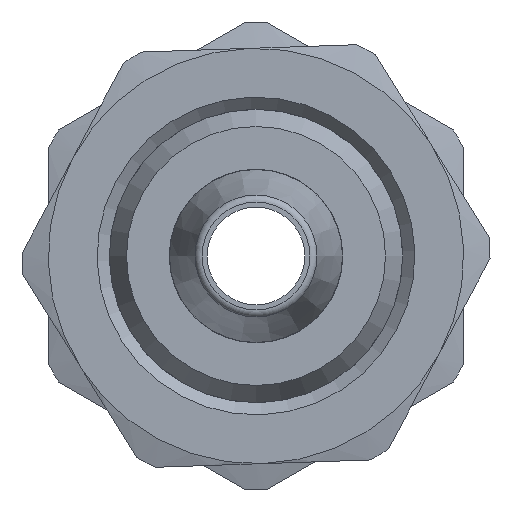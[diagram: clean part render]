
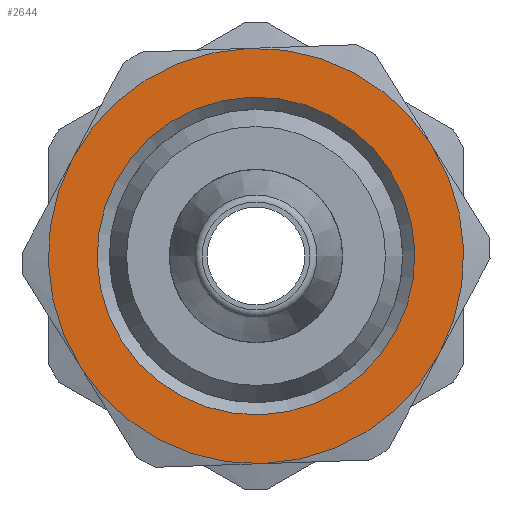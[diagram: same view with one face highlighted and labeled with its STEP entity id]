
A CAD part, left-side view. The second image highlights one B-rep face of the part: STEP entity #2644.
In plain terms, the highlighted face is planar.
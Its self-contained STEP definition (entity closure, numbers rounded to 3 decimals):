
#2565=CARTESIAN_POINT('',(4.0,6.5,0.));
#2566=VERTEX_POINT('',#2565);
#2567=CARTESIAN_POINT('',(4.0,0.0,0.0));
#2568=DIRECTION('',(1.0,0.0,0.0));
#2569=DIRECTION('',(0.0,-1.0,0.0));
#2570=AXIS2_PLACEMENT_3D('',#2567,#2568,#2569);
#2571=CIRCLE('',#2570,6.5);
#2572=EDGE_CURVE('',#2566,#2566,#2571,.T.);
#2580=CARTESIAN_POINT('',(4.0,7.25,0.0));
#2581=DIRECTION('',(1.0,0.0,0.0));
#2582=DIRECTION('',(0.0,0.0,-1.0));
#2583=AXIS2_PLACEMENT_3D('',#2580,#2581,#2582);
#2584=PLANE('',#2583);
#2585=CARTESIAN_POINT('',(4.0,8.5,0.0));
#2586=VERTEX_POINT('',#2585);
#2587=CARTESIAN_POINT('',(4.0,4.25,7.361));
#2588=VERTEX_POINT('',#2587);
#2589=CARTESIAN_POINT('',(4.0,0.0,0.0));
#2590=DIRECTION('',(1.0,0.0,0.0));
#2591=DIRECTION('',(0.0,1.0,0.0));
#2592=AXIS2_PLACEMENT_3D('',#2589,#2590,#2591);
#2593=CIRCLE('',#2592,8.5);
#2594=EDGE_CURVE('',#2586,#2588,#2593,.T.);
#2595=ORIENTED_EDGE('',*,*,#2594,.T.);
#2596=CARTESIAN_POINT('',(4.0,-4.25,7.361));
#2597=VERTEX_POINT('',#2596);
#2598=CARTESIAN_POINT('',(4.0,0.0,0.0));
#2599=DIRECTION('',(1.0,0.0,0.0));
#2600=DIRECTION('',(0.0,1.0,0.0));
#2601=AXIS2_PLACEMENT_3D('',#2598,#2599,#2600);
#2602=CIRCLE('',#2601,8.5);
#2603=EDGE_CURVE('',#2588,#2597,#2602,.T.);
#2604=ORIENTED_EDGE('',*,*,#2603,.T.);
#2605=CARTESIAN_POINT('',(4.0,-8.5,0.));
#2606=VERTEX_POINT('',#2605);
#2607=CARTESIAN_POINT('',(4.0,0.0,0.0));
#2608=DIRECTION('',(1.0,0.0,0.0));
#2609=DIRECTION('',(0.0,1.0,0.0));
#2610=AXIS2_PLACEMENT_3D('',#2607,#2608,#2609);
#2611=CIRCLE('',#2610,8.5);
#2612=EDGE_CURVE('',#2597,#2606,#2611,.T.);
#2613=ORIENTED_EDGE('',*,*,#2612,.T.);
#2614=CARTESIAN_POINT('',(4.0,-4.25,-7.361));
#2615=VERTEX_POINT('',#2614);
#2616=CARTESIAN_POINT('',(4.0,0.0,0.0));
#2617=DIRECTION('',(1.0,0.0,0.0));
#2618=DIRECTION('',(0.0,1.0,0.0));
#2619=AXIS2_PLACEMENT_3D('',#2616,#2617,#2618);
#2620=CIRCLE('',#2619,8.5);
#2621=EDGE_CURVE('',#2606,#2615,#2620,.T.);
#2622=ORIENTED_EDGE('',*,*,#2621,.T.);
#2623=CARTESIAN_POINT('',(4.0,4.25,-7.361));
#2624=VERTEX_POINT('',#2623);
#2625=CARTESIAN_POINT('',(4.0,0.0,0.0));
#2626=DIRECTION('',(1.0,0.0,0.0));
#2627=DIRECTION('',(0.0,1.0,0.0));
#2628=AXIS2_PLACEMENT_3D('',#2625,#2626,#2627);
#2629=CIRCLE('',#2628,8.5);
#2630=EDGE_CURVE('',#2615,#2624,#2629,.T.);
#2631=ORIENTED_EDGE('',*,*,#2630,.T.);
#2632=CARTESIAN_POINT('',(4.0,0.0,0.0));
#2633=DIRECTION('',(1.0,0.0,0.0));
#2634=DIRECTION('',(0.0,1.0,0.0));
#2635=AXIS2_PLACEMENT_3D('',#2632,#2633,#2634);
#2636=CIRCLE('',#2635,8.5);
#2637=EDGE_CURVE('',#2624,#2586,#2636,.T.);
#2638=ORIENTED_EDGE('',*,*,#2637,.T.);
#2639=EDGE_LOOP('',(#2595,#2604,#2613,#2622,#2631,#2638));
#2640=FACE_OUTER_BOUND('',#2639,.T.);
#2641=ORIENTED_EDGE('',*,*,#2572,.F.);
#2642=EDGE_LOOP('',(#2641));
#2643=FACE_BOUND('',#2642,.T.);
#2644=ADVANCED_FACE('',(#2640,#2643),#2584,.T.);
